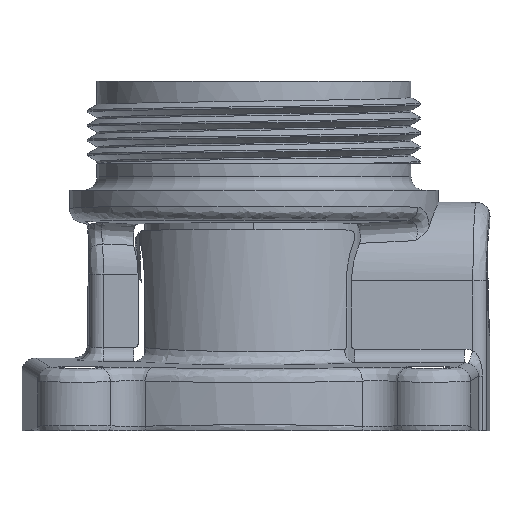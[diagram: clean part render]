
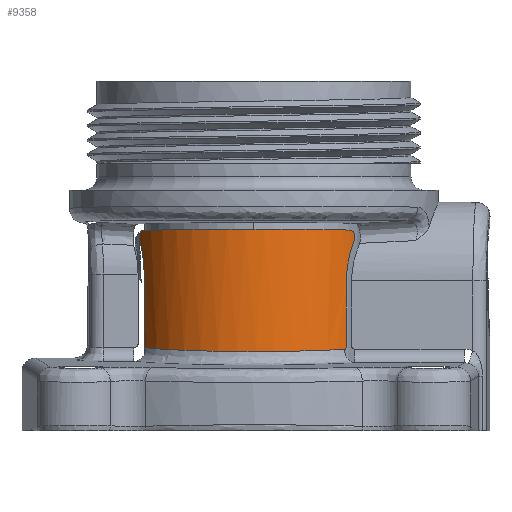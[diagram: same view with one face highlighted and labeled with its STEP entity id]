
A CAD part, left-side view. The second image highlights one B-rep face of the part: STEP entity #9358.
In plain terms, the highlighted cylindrical face has radius 28.575 mm (diameter 57.15 mm), a partial arc.
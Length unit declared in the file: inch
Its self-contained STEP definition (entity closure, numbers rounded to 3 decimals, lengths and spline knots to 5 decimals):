
#2485=CARTESIAN_POINT('',(-0.53434,0.99,
0.82387));
#2486=CARTESIAN_POINT('',(-0.53131,0.99164,
0.8249));
#2487=CARTESIAN_POINT('',(-0.52509,0.99496,
0.82588));
#2488=CARTESIAN_POINT('',(-0.51653,0.99942,
0.8324));
#2489=CARTESIAN_POINT('',(-0.50942,1.00306,
0.84069));
#2490=CARTESIAN_POINT('',(-0.50453,1.00552,
0.8507));
#2491=CARTESIAN_POINT('',(-0.50332,1.00613,
0.85766));
#2492=CARTESIAN_POINT('',(-0.50329,1.00614,
0.86128));
#2494=DIRECTION('',(0.,0.,1.));
#2495=VECTOR('',#2494,0.63872);
#2496=CARTESIAN_POINT('',(-0.50329,1.00614,
0.86128));
#2497=LINE('',#2496,#2495);
#2498=CARTESIAN_POINT('',(-0.50329,1.00614,1.5));
#2499=CARTESIAN_POINT('',(-0.50329,1.00615,
1.52528));
#2500=CARTESIAN_POINT('',(-0.49989,1.00785,
1.5759));
#2501=CARTESIAN_POINT('',(-0.48417,1.01558,
1.6522));
#2502=CARTESIAN_POINT('',(-0.45671,1.02833,
1.7281));
#2503=CARTESIAN_POINT('',(-0.43119,1.03921,
1.7754));
#2504=CARTESIAN_POINT('',(-0.41638,1.04511,
1.79842));
#2506=CARTESIAN_POINT('',(-0.41638,1.04511,
1.79842));
#2507=CARTESIAN_POINT('',(-0.41372,1.04617,
1.80257));
#2508=CARTESIAN_POINT('',(-0.40944,1.04785,
1.81124));
#2509=CARTESIAN_POINT('',(-0.40597,1.0492,
1.82564));
#2510=CARTESIAN_POINT('',(-0.40579,1.04927,
1.84034));
#2511=CARTESIAN_POINT('',(-0.40887,1.04807,
1.85462));
#2512=CARTESIAN_POINT('',(-0.41506,1.04564,
1.86775));
#2513=CARTESIAN_POINT('',(-0.42407,1.04203,
1.879));
#2514=CARTESIAN_POINT('',(-0.43542,1.03735,
1.88773));
#2515=CARTESIAN_POINT('',(-0.44863,1.03171,
1.89344));
#2516=CARTESIAN_POINT('',(-0.45793,1.02759,
1.89494));
#2517=CARTESIAN_POINT('',(-0.46277,1.02541,
1.89511));
#2519=CARTESIAN_POINT('',(-0.46277,1.02541,
1.89511));
#2520=CARTESIAN_POINT('',(-0.51543,1.00165,
1.89693));
#2521=CARTESIAN_POINT('',(-0.61708,0.94599,
1.90012));
#2522=CARTESIAN_POINT('',(-0.75491,0.84011,
1.90377));
#2523=CARTESIAN_POINT('',(-0.87482,0.71437,
1.90652));
#2524=CARTESIAN_POINT('',(-0.97377,0.57215,
1.90854));
#2525=CARTESIAN_POINT('',(-1.04967,0.41685,
1.90994));
#2526=CARTESIAN_POINT('',(-1.10103,0.25164,
1.91081));
#2527=CARTESIAN_POINT('',(-1.12654,0.08049,
1.91124));
#2528=CARTESIAN_POINT('',(-1.12565,-0.09271,
1.91123));
#2529=CARTESIAN_POINT('',(-1.098,-0.26456,
1.91076));
#2530=CARTESIAN_POINT('',(-1.04525,-0.42721,
1.90985));
#2531=CARTESIAN_POINT('',(-0.9717,-0.57437,
1.90849));
#2532=CARTESIAN_POINT('',(-0.88434,-0.7005,
1.90672));
#2533=CARTESIAN_POINT('',(-0.79116,-0.80336,
1.90462));
#2534=CARTESIAN_POINT('',(-0.7295,-0.85728,
1.90307));
#2535=CARTESIAN_POINT('',(-0.69948,-0.88111,
1.90228));
#2537=CARTESIAN_POINT('',(-0.69948,-0.88111,
1.90228));
#2538=CARTESIAN_POINT('',(-0.6941,-0.88538,
1.90214));
#2539=CARTESIAN_POINT('',(-0.68385,-0.89336,
1.90041));
#2540=CARTESIAN_POINT('',(-0.66958,-0.90409,
1.89372));
#2541=CARTESIAN_POINT('',(-0.65783,-0.91265,
1.88363));
#2542=CARTESIAN_POINT('',(-0.64907,-0.91889,
1.87091));
#2543=CARTESIAN_POINT('',(-0.64373,-0.92263,
1.85645));
#2544=CARTESIAN_POINT('',(-0.64198,-0.92385,
1.84099));
#2545=CARTESIAN_POINT('',(-0.64397,-0.92246,
1.82542));
#2546=CARTESIAN_POINT('',(-0.64755,-0.91996,
1.81589));
#2547=CARTESIAN_POINT('',(-0.64993,-0.91827,
1.81128));
#2549=CARTESIAN_POINT('',(-0.64993,-0.91827,
1.81128));
#2550=CARTESIAN_POINT('',(-0.66663,-0.90645,
1.77891));
#2551=CARTESIAN_POINT('',(-0.69438,-0.88548,
1.71433));
#2552=CARTESIAN_POINT('',(-0.72182,-0.86304,
1.61899));
#2553=CARTESIAN_POINT('',(-0.73706,-0.84994,
1.52608));
#2554=CARTESIAN_POINT('',(-0.74013,-0.84725,
1.46666));
#2555=CARTESIAN_POINT('',(-0.74013,-0.84725,1.4375));
#2557=DIRECTION('',(0.,0.,-1.));
#2558=VECTOR('',#2557,0.59928);
#2559=CARTESIAN_POINT('',(-0.74013,-0.84725,1.4375));
#2560=LINE('',#2559,#2558);
#2561=CARTESIAN_POINT('',(-0.74013,-0.84725,
0.83822));
#2562=CARTESIAN_POINT('',(-0.74015,-0.84724,
0.83555));
#2563=CARTESIAN_POINT('',(-0.7409,-0.84657,
0.83044));
#2564=CARTESIAN_POINT('',(-0.74394,-0.84391,
0.82309));
#2565=CARTESIAN_POINT('',(-0.74835,-0.84001,
0.81701));
#2566=CARTESIAN_POINT('',(-0.75364,-0.83526,
0.81222));
#2567=CARTESIAN_POINT('',(-0.75749,-0.83177,
0.81152));
#2568=CARTESIAN_POINT('',(-0.75935,-0.83007,
0.81077));
#4099=CARTESIAN_POINT('',(-0.53434,0.99,
0.82387));
#4100=CARTESIAN_POINT('',(-0.58632,0.96195,
0.82085));
#4101=CARTESIAN_POINT('',(-0.6862,0.89748,
0.81503));
#4102=CARTESIAN_POINT('',(-0.82042,0.7768,
0.80721));
#4103=CARTESIAN_POINT('',(-0.93348,0.63637,
0.80063));
#4104=CARTESIAN_POINT('',(-1.02214,0.48108,
0.79547));
#4105=CARTESIAN_POINT('',(-1.08519,0.31406,
0.7918));
#4106=CARTESIAN_POINT('',(-1.12124,0.13841,
0.7897));
#4107=CARTESIAN_POINT('',(-1.12899,-0.04072,
0.78925));
#4108=CARTESIAN_POINT('',(-1.10846,-0.21801,
0.79044));
#4109=CARTESIAN_POINT('',(-1.06024,-0.39017,
0.79325));
#4110=CARTESIAN_POINT('',(-0.98475,-0.55386,
0.79764));
#4111=CARTESIAN_POINT('',(-0.88399,-0.70348,
0.80351));
#4112=CARTESIAN_POINT('',(-0.80288,-0.79025,
0.80824));
#4113=CARTESIAN_POINT('',(-0.75935,-0.83007,
0.81077));
#5178=VERTEX_POINT('',#4099);
#5179=VERTEX_POINT('',#4113);
#5186=CARTESIAN_POINT('',(-0.50329,1.00614,1.5));
#5187=CARTESIAN_POINT('',(-0.50329,1.00614,
0.86128));
#5188=VERTEX_POINT('',#5186);
#5189=VERTEX_POINT('',#5187);
#5191=VERTEX_POINT('',#2504);
#5194=VERTEX_POINT('',#2535);
#5195=VERTEX_POINT('',#2519);
#5197=VERTEX_POINT('',#2547);
#5199=VERTEX_POINT('',#2555);
#5200=CARTESIAN_POINT('',(-0.74013,-0.84725,
0.83822));
#5201=VERTEX_POINT('',#5200);
#9331=CARTESIAN_POINT('',(0.,0.,0.625));
#9332=DIRECTION('',(0.,0.,-1.));
#9333=DIRECTION('',(-1.,0.,0.));
#9334=AXIS2_PLACEMENT_3D('',#9331,#9332,#9333);
#9335=CYLINDRICAL_SURFACE('',#9334,1.125);
#9337=ORIENTED_EDGE('',*,*,#9336,.F.);
#9339=ORIENTED_EDGE('',*,*,#9338,.T.);
#9341=ORIENTED_EDGE('',*,*,#9340,.T.);
#9343=ORIENTED_EDGE('',*,*,#9342,.T.);
#9345=ORIENTED_EDGE('',*,*,#9344,.T.);
#9347=ORIENTED_EDGE('',*,*,#9346,.T.);
#9349=ORIENTED_EDGE('',*,*,#9348,.T.);
#9351=ORIENTED_EDGE('',*,*,#9350,.T.);
#9353=ORIENTED_EDGE('',*,*,#9352,.T.);
#9355=ORIENTED_EDGE('',*,*,#9354,.T.);
#9356=EDGE_LOOP('',(#9337,#9339,#9341,#9343,#9345,#9347,#9349,#9351,#9353,
#9355));
#9357=FACE_OUTER_BOUND('',#9356,.F.);
#9358=ADVANCED_FACE('',(#9357),#9335,.T.);
#2493=B_SPLINE_CURVE_WITH_KNOTS('',3,(#2485,#2486,#2487,#2488,#2489,#2490,#2491,
#2492),.UNSPECIFIED.,.F.,.F.,(4,1,1,1,1,4),(0.,0.2,0.4,0.6,0.8,1.),
.UNSPECIFIED.);
#2505=B_SPLINE_CURVE_WITH_KNOTS('',3,(#2498,#2499,#2500,#2501,#2502,#2503,
#2504),.UNSPECIFIED.,.F.,.F.,(4,1,1,1,4),(0.,0.25,0.5,0.75,1.),
.UNSPECIFIED.);
#2518=B_SPLINE_CURVE_WITH_KNOTS('',3,(#2506,#2507,#2508,#2509,#2510,#2511,#2512,
#2513,#2514,#2515,#2516,#2517),.UNSPECIFIED.,.F.,.F.,(4,1,1,1,1,1,1,1,1,4),
(0.,0.11111,0.22222,0.33333,0.44444,
0.55556,0.66667,0.77778,0.88889,1.),
.UNSPECIFIED.);
#2536=B_SPLINE_CURVE_WITH_KNOTS('',3,(#2519,#2520,#2521,#2522,#2523,#2524,#2525,
#2526,#2527,#2528,#2529,#2530,#2531,#2532,#2533,#2534,#2535),.UNSPECIFIED.,.F.,
.F.,(4,1,1,1,1,1,1,1,1,1,1,1,1,1,4),(0.,0.07143,0.14286,
0.21429,0.28571,0.35714,0.42857,0.5,
0.57143,0.64286,0.71429,0.78571,
0.85714,0.92857,1.),.UNSPECIFIED.);
#2548=B_SPLINE_CURVE_WITH_KNOTS('',3,(#2537,#2538,#2539,#2540,#2541,#2542,#2543,
#2544,#2545,#2546,#2547),.UNSPECIFIED.,.F.,.F.,(4,1,1,1,1,1,1,1,4),(0.,
0.125,0.25,0.375,0.5,0.625,0.75,0.875,1.),.UNSPECIFIED.);
#2556=B_SPLINE_CURVE_WITH_KNOTS('',3,(#2549,#2550,#2551,#2552,#2553,#2554,
#2555),.UNSPECIFIED.,.F.,.F.,(4,1,1,1,4),(0.,0.25,0.5,0.75,1.),
.UNSPECIFIED.);
#2569=B_SPLINE_CURVE_WITH_KNOTS('',3,(#2561,#2562,#2563,#2564,#2565,#2566,#2567,
#2568),.UNSPECIFIED.,.F.,.F.,(4,1,1,1,1,4),(0.,0.2,0.4,0.6,0.8,1.),
.UNSPECIFIED.);
#4114=B_SPLINE_CURVE_WITH_KNOTS('',3,(#4099,#4100,#4101,#4102,#4103,#4104,#4105,
#4106,#4107,#4108,#4109,#4110,#4111,#4112,#4113),.UNSPECIFIED.,.F.,.F.,(4,1,1,1,
1,1,1,1,1,1,1,1,4),(0.,0.08333,0.16667,0.25,
0.33333,0.41667,0.5,0.58333,0.66667,
0.75,0.83333,0.91667,1.),.UNSPECIFIED.);
#9336=EDGE_CURVE('',#5178,#5179,#4114,.T.);
#9338=EDGE_CURVE('',#5178,#5189,#2493,.T.);
#9340=EDGE_CURVE('',#5189,#5188,#2497,.T.);
#9342=EDGE_CURVE('',#5188,#5191,#2505,.T.);
#9344=EDGE_CURVE('',#5191,#5195,#2518,.T.);
#9346=EDGE_CURVE('',#5195,#5194,#2536,.T.);
#9348=EDGE_CURVE('',#5194,#5197,#2548,.T.);
#9350=EDGE_CURVE('',#5197,#5199,#2556,.T.);
#9352=EDGE_CURVE('',#5199,#5201,#2560,.T.);
#9354=EDGE_CURVE('',#5201,#5179,#2569,.T.);
